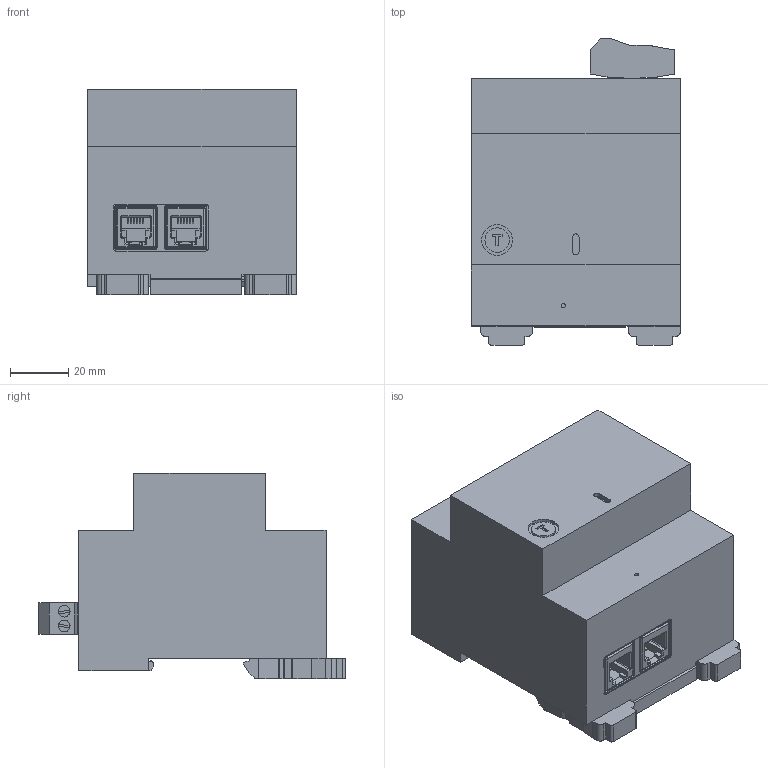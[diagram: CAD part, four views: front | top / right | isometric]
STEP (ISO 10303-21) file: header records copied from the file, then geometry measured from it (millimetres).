
FILE_DESCRIPTION((''),'2;1');
FILE_NAME('ASM0001_ASM_ASM','2020-09-21T11:21:20',('SESA572599'),('Schneider-Electric'),'CREO PARAMETRIC BY PTC INC, 2019164','CREO PARAMETRIC BY PTC INC, 2019164','');
FILE_SCHEMA(('CONFIG_CONTROL_DESIGN'));
Length unit declared in the file: millimetre
Products named in the file (1): ASM0001_ASM_ASM
Bounding box: 71.73 x 105.03 x 70.63 mm (x, y, z)
Volume: 342454.6 mm3; surface area: 49285.8 mm2
Topology: 6 solids, 8 shells, 1426 faces, 3863 edges, 2415 vertices
Faces by surface type: plane 964, cylinder 366, sphere 56, torus 36, extrusion 4
Entity records: 44329 total; most frequent: CARTESIAN_POINT 8420, ORIENTED_EDGE 7612, DIRECTION 7221, EDGE_CURVE 3807, VECTOR 2981, LINE 2977, VERTEX_POINT 2415, AXIS2_PLACEMENT_3D 2120
